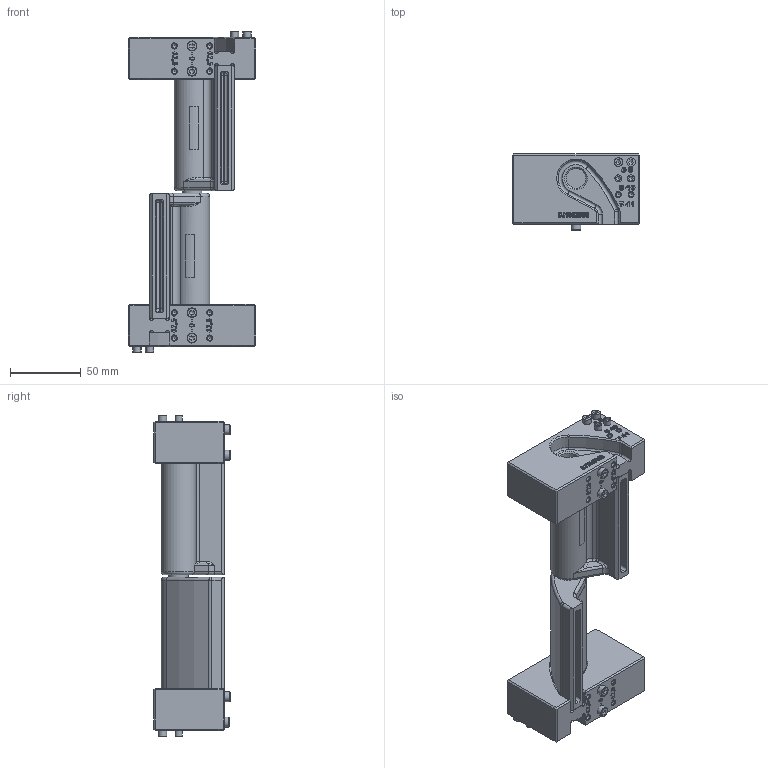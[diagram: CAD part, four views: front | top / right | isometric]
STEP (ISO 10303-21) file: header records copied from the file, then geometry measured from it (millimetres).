
FILE_DESCRIPTION(/* description */ (''),/* implementation_level */ '2;1');
FILE_NAME(/* name */ 'GJ10530GS-2.stp',/* time_stamp */ '2019-08-05T16:22:03+02:00',/* author */ ('DOMINIQUE'),/* organization */ (''),/* preprocessor_version */ 'ST-DEVELOPER v17.2',/* originating_system */ 'Autodesk Inventor 2019',/* authorisation */ '');
FILE_SCHEMA (('AUTOMOTIVE_DESIGN { 1 0 10303 214 3 1 1 }'));
Length unit declared in the file: millimetre
Products named in the file (14): GJ10530GS-2; 23273; 04735; 1514GJSOL.stp; 22849U; JIS B 1177 Bout plat - M16 x 12; 22876; 22841; DIN 71412 - AM 6 (conique court); 22851_B; AXE PAUMELLE STANDARD; 22851-1; 23246; 23246_1
Assembly tree (25 placements, depth 4):
  GJ10530GS-2
    23273  x2
    04735  x4
    23246  x4
    23246_1  x4
    1514GJSOL.stp
      22849U  x2
      JIS B 1177 Bout plat - M16 x 12
      22876  x2
      22841
      DIN 71412 - AM 6 (conique court)
      22851_B
        AXE PAUMELLE STANDARD
        22851-1
Bounding box: 90 x 54 x 227 mm (x, y, z)
Volume: 369519.6 mm3; surface area: 102181.8 mm2
Topology: 23 solids, 23 shells, 1586 faces, 4128 edges, 2699 vertices
Faces by surface type: plane 674, bspline 416, cylinder 234, torus 127, cone 123, sphere 12
Full cylindrical faces by diameter (mm): 3 x3, 3.242 x24, 4 x12, 4.917 x1, 5 x4, 6 x5, 7 x4, 13.5 x3, 13.95 x1, 14 x2, 14.1 x2, 15.6 x8, 16 x3, 20 x1, 21.5 x2, 23.7 x2
Entity records: 26547 total; most frequent: CARTESIAN_POINT 7935, ORIENTED_EDGE 4052, DIRECTION 3223, EDGE_CURVE 2026, VERTEX_POINT 1339, AXIS2_PLACEMENT_3D 1097, LINE 1029, VECTOR 1029
